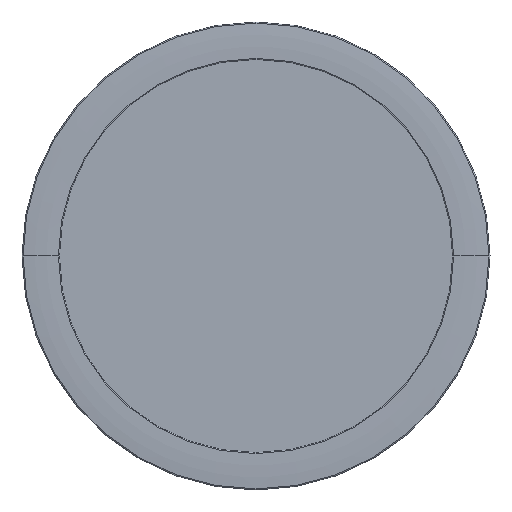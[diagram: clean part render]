
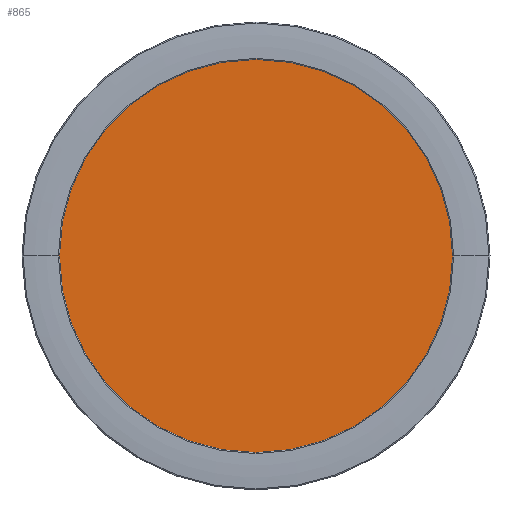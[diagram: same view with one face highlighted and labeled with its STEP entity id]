
A CAD part, front view. The second image highlights one B-rep face of the part: STEP entity #865.
In plain terms, the highlighted planar face has unit normal (0, -1, 0).
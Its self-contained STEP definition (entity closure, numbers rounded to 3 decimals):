
#18 = VERTEX_POINT ( 'NONE', #1058 ) ;
#93 = ORIENTED_EDGE ( 'NONE', *, *, #355, .F. ) ;
#221 = CIRCLE ( 'NONE', #407, 100.013 ) ;
#355 = EDGE_CURVE ( 'NONE', #1139, #18, #1082, .T. ) ;
#401 = EDGE_LOOP ( 'NONE', ( #459, #93 ) ) ;
#407 = AXIS2_PLACEMENT_3D ( 'NONE', #1048, #964, #861 ) ;
#412 = PLANE ( 'NONE',  #956 ) ;
#436 = DIRECTION ( 'NONE',  ( 0., 1., 0. ) ) ;
#459 = ORIENTED_EDGE ( 'NONE', *, *, #732, .F. ) ;
#506 = DIRECTION ( 'NONE',  ( 1., 0., 0. ) ) ;
#520 = CARTESIAN_POINT ( 'NONE',  ( 0., -20.249, 0. ) ) ;
#538 = CARTESIAN_POINT ( 'NONE',  ( 0., -20.249, 100.013 ) ) ;
#564 = DIRECTION ( 'NONE',  ( 1., 0., 0. ) ) ;
#732 = EDGE_CURVE ( 'NONE', #18, #1139, #221, .T. ) ;
#828 = AXIS2_PLACEMENT_3D ( 'NONE', #520, #436, #506 ) ;
#861 = DIRECTION ( 'NONE',  ( 1., 0., 0. ) ) ;
#865 = ADVANCED_FACE ( 'NONE', ( #958 ), #412, .F. ) ;
#956 = AXIS2_PLACEMENT_3D ( 'NONE', #961, #1029, #564 ) ;
#958 = FACE_OUTER_BOUND ( 'NONE', #401, .T. ) ;
#961 = CARTESIAN_POINT ( 'NONE',  ( 0., -20.249, 0. ) ) ;
#964 = DIRECTION ( 'NONE',  ( 0., 1., 0. ) ) ;
#1029 = DIRECTION ( 'NONE',  ( 0., 1., 0. ) ) ;
#1048 = CARTESIAN_POINT ( 'NONE',  ( 0., -20.249, 0. ) ) ;
#1058 = CARTESIAN_POINT ( 'NONE',  ( 0., -20.249, -100.013 ) ) ;
#1082 = CIRCLE ( 'NONE', #828, 100.013 ) ;
#1139 = VERTEX_POINT ( 'NONE', #538 ) ;
